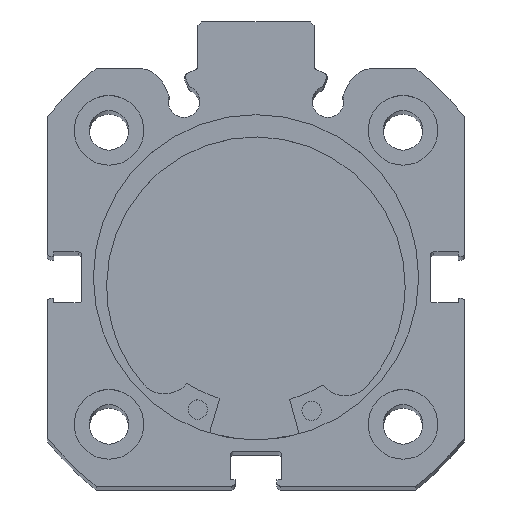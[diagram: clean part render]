
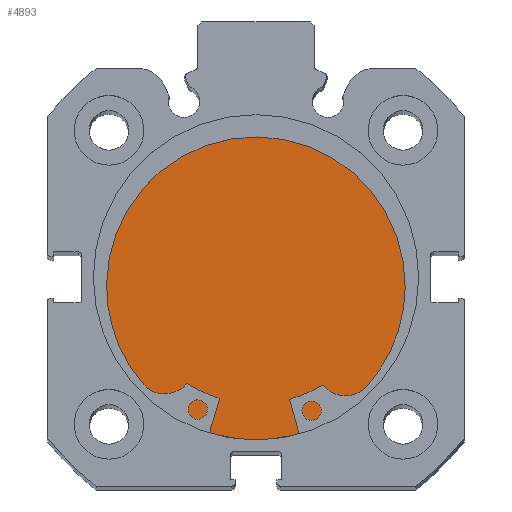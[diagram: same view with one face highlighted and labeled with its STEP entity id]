
A CAD part, top view. The second image highlights one B-rep face of the part: STEP entity #4893.
In plain terms, the highlighted face is planar.
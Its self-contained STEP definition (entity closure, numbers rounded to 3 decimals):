
#1639 = CARTESIAN_POINT ( 'NONE',  ( 8.5, 0., 0. ) ) ;
#1640 = DIRECTION ( 'NONE',  ( -1., 0., 0. ) ) ;
#1641 = DIRECTION ( 'NONE',  ( 0., 0., 1. ) ) ;
#1733 = CARTESIAN_POINT ( 'NONE',  ( 8.5, 0., 0. ) ) ;
#1738 = DIRECTION ( 'NONE',  ( -1., 0., 0. ) ) ;
#1739 = DIRECTION ( 'NONE',  ( 0., 0., 1. ) ) ;
#2175 = CIRCLE ( 'NONE', #3519, 21. ) ;
#2230 = CIRCLE ( 'NONE', #3541, 21. ) ;
#2321 = FACE_OUTER_BOUND ( 'NONE', #6794, .T. ) ;
#3220 = EDGE_CURVE ( 'NONE', #5118, #5173, #2175, .T. ) ;
#3257 = EDGE_CURVE ( 'NONE', #5173, #5118, #2230, .T. ) ;
#3519 = AXIS2_PLACEMENT_3D ( 'NONE', #1639, #1640, #1641 ) ;
#3541 = AXIS2_PLACEMENT_3D ( 'NONE', #1733, #1738, #1739 ) ;
#3570 = AXIS2_PLACEMENT_3D ( 'NONE', #5489, #5497, #5498 ) ;
#3889 = ORIENTED_EDGE ( 'NONE', *, *, #3220, .F. ) ;
#3996 = ORIENTED_EDGE ( 'NONE', *, *, #3257, .F. ) ;
#4893 = ADVANCED_FACE ( 'NONE', ( #2321 ), #5480, .F. ) ;
#5118 = VERTEX_POINT ( 'NONE', #6298 ) ;
#5173 = VERTEX_POINT ( 'NONE', #6349 ) ;
#5480 = PLANE ( 'NONE',  #3570 ) ;
#5489 = CARTESIAN_POINT ( 'NONE',  ( 8.5, 21., 0. ) ) ;
#5497 = DIRECTION ( 'NONE',  ( -1., 0., 0. ) ) ;
#5498 = DIRECTION ( 'NONE',  ( 0., 0., 1. ) ) ;
#6298 = CARTESIAN_POINT ( 'NONE',  ( 8.5, 0., -21. ) ) ;
#6349 = CARTESIAN_POINT ( 'NONE',  ( 8.5, 0., 21. ) ) ;
#6794 = EDGE_LOOP ( 'NONE', ( #3996, #3889 ) ) ;
